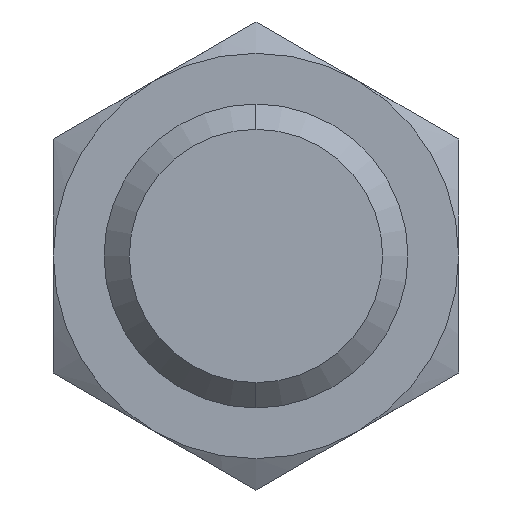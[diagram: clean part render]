
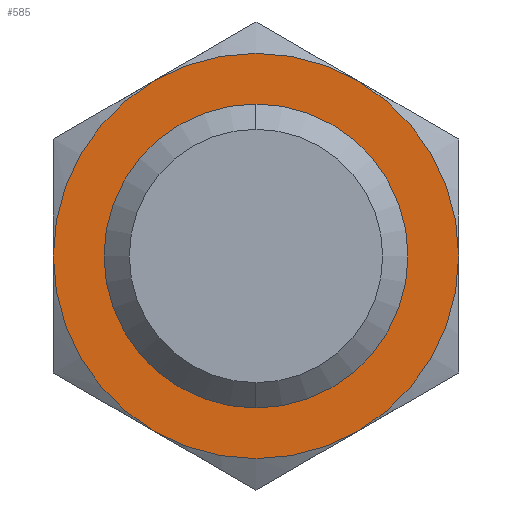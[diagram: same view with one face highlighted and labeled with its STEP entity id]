
A CAD part, front view. The second image highlights one B-rep face of the part: STEP entity #585.
In plain terms, the highlighted planar face has unit normal (0, -1, 0).
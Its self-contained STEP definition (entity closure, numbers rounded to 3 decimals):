
#17 = ORIENTED_EDGE ( 'NONE', *, *, #284, .T. ) ;
#22 = CARTESIAN_POINT ( 'NONE',  ( 0., -7.7, 0. ) ) ;
#121 = EDGE_CURVE ( 'Defeature ausgef�hrt1_12+Defeature ausgef�hrt1_34+Defeature ausgef�hrt1_34+Defeature ausgef�hrt1_34', #1048, #429, #2285, .T. ) ;
#252 = AXIS2_PLACEMENT_3D ( 'NONE', #22, #452, #669 ) ;
#284 = EDGE_CURVE ( 'Defeature ausgef�hrt1_34+Defeature ausgef�hrt1_16+Defeature ausgef�hrt1_17+Defeature ausgef�hrt1_15', #2505, #2139, #1374, .T. ) ;
#296 = FACE_BOUND ( 'NONE', #1573, .T. ) ;
#336 = DIRECTION ( 'NONE',  ( 0., -1., 0. ) ) ;
#344 = VERTEX_POINT ( 'NONE', #1825 ) ;
#429 = VERTEX_POINT ( 'NONE', #1171 ) ;
#452 = DIRECTION ( 'NONE',  ( 0., -1., 0. ) ) ;
#478 = AXIS2_PLACEMENT_3D ( 'NONE', #632, #1231, #1994 ) ;
#490 = CIRCLE ( 'NONE', #1141, 2.5 ) ;
#585 = ADVANCED_FACE ( 'Defeature ausgef�hrt1_34', ( #296, #1166 ), #2094, .F. ) ;
#604 = EDGE_CURVE ( 'Defeature ausgef�hrt1_12+Defeature ausgef�hrt1_34+Defeature ausgef�hrt1_34+Defeature ausgef�hrt1_34', #429, #1048, #490, .T. ) ;
#632 = CARTESIAN_POINT ( 'NONE',  ( 0., -7.7, 0. ) ) ;
#656 = CARTESIAN_POINT ( 'NONE',  ( 0., -7.7, 0. ) ) ;
#669 = DIRECTION ( 'NONE',  ( -1., 0., 0. ) ) ;
#697 = DIRECTION ( 'NONE',  ( 0., 1., 0. ) ) ;
#714 = AXIS2_PLACEMENT_3D ( 'NONE', #656, #2023, #2422 ) ;
#750 = AXIS2_PLACEMENT_3D ( 'NONE', #1129, #336, #1314 ) ;
#805 = CARTESIAN_POINT ( 'NONE',  ( 0., -7.7, 0. ) ) ;
#866 = ORIENTED_EDGE ( 'NONE', *, *, #2358, .T. ) ;
#895 = ORIENTED_EDGE ( 'NONE', *, *, #1746, .T. ) ;
#1007 = CARTESIAN_POINT ( 'NONE',  ( 2., -7.7, -3.464 ) ) ;
#1022 = AXIS2_PLACEMENT_3D ( 'NONE', #1538, #1368, #1740 ) ;
#1048 = VERTEX_POINT ( 'NONE', #2250 ) ;
#1062 = ORIENTED_EDGE ( 'NONE', *, *, #1279, .T. ) ;
#1093 = VERTEX_POINT ( 'NONE', #1853 ) ;
#1103 = CARTESIAN_POINT ( 'NONE',  ( 4., -7.7, -6.928 ) ) ;
#1121 = DIRECTION ( 'NONE',  ( 1., 0., 0. ) ) ;
#1129 = CARTESIAN_POINT ( 'NONE',  ( 0., -7.7, 0. ) ) ;
#1141 = AXIS2_PLACEMENT_3D ( 'NONE', #1950, #2319, #1146 ) ;
#1146 = DIRECTION ( 'NONE',  ( 0., 0., 1. ) ) ;
#1152 = ORIENTED_EDGE ( 'NONE', *, *, #604, .F. ) ;
#1166 = FACE_OUTER_BOUND ( 'NONE', #1272, .T. ) ;
#1171 = CARTESIAN_POINT ( 'NONE',  ( 0., -7.7, 2.5 ) ) ;
#1226 = CARTESIAN_POINT ( 'NONE',  ( -2., -7.7, -3.464 ) ) ;
#1231 = DIRECTION ( 'NONE',  ( 0., -1., 0. ) ) ;
#1265 = DIRECTION ( 'NONE',  ( 0., -1., 0. ) ) ;
#1272 = EDGE_LOOP ( 'NONE', ( #895, #866, #2483, #17, #1062, #1925 ) ) ;
#1279 = EDGE_CURVE ( 'Defeature ausgef�hrt1_34+Defeature ausgef�hrt1_15+Defeature ausgef�hrt1_16+Defeature ausgef�hrt1_20', #2139, #1974, #2452, .T. ) ;
#1314 = DIRECTION ( 'NONE',  ( 0., 0., 1. ) ) ;
#1364 = DIRECTION ( 'NONE',  ( 0., -1., 0. ) ) ;
#1368 = DIRECTION ( 'NONE',  ( 0., -1., 0. ) ) ;
#1374 = CIRCLE ( 'NONE', #714, 4. ) ;
#1379 = CIRCLE ( 'NONE', #252, 4. ) ;
#1476 = DIRECTION ( 'NONE',  ( -1., 0., 0. ) ) ;
#1504 = EDGE_CURVE ( 'Defeature ausgef�hrt1_34+Defeature ausgef�hrt1_17+Defeature ausgef�hrt1_18+Defeature ausgef�hrt1_16', #344, #2505, #2028, .T. ) ;
#1538 = CARTESIAN_POINT ( 'NONE',  ( 0., -7.7, 0. ) ) ;
#1573 = EDGE_LOOP ( 'NONE', ( #1152, #2509 ) ) ;
#1633 = CIRCLE ( 'NONE', #1022, 4. ) ;
#1740 = DIRECTION ( 'NONE',  ( -1., 0., 0. ) ) ;
#1746 = EDGE_CURVE ( 'Defeature ausgef�hrt1_34+Defeature ausgef�hrt1_19+Defeature ausgef�hrt1_20+Defeature ausgef�hrt1_18', #1868, #1093, #1633, .T. ) ;
#1825 = CARTESIAN_POINT ( 'NONE',  ( 2., -7.7, 3.464 ) ) ;
#1853 = CARTESIAN_POINT ( 'NONE',  ( 4., -7.7, 0. ) ) ;
#1863 = AXIS2_PLACEMENT_3D ( 'NONE', #2244, #1265, #1476 ) ;
#1868 = VERTEX_POINT ( 'NONE', #1007 ) ;
#1925 = ORIENTED_EDGE ( 'NONE', *, *, #1927, .T. ) ;
#1927 = EDGE_CURVE ( 'Defeature ausgef�hrt1_34+Defeature ausgef�hrt1_20+Defeature ausgef�hrt1_15+Defeature ausgef�hrt1_19', #1974, #1868, #1379, .T. ) ;
#1950 = CARTESIAN_POINT ( 'NONE',  ( 0., -7.7, 0. ) ) ;
#1974 = VERTEX_POINT ( 'NONE', #1226 ) ;
#1994 = DIRECTION ( 'NONE',  ( -1., 0., 0. ) ) ;
#2023 = DIRECTION ( 'NONE',  ( 0., -1., 0. ) ) ;
#2028 = CIRCLE ( 'NONE', #1863, 4. ) ;
#2049 = CIRCLE ( 'NONE', #478, 4. ) ;
#2094 = PLANE ( 'NONE',  #2420 ) ;
#2139 = VERTEX_POINT ( 'NONE', #2269 ) ;
#2140 = AXIS2_PLACEMENT_3D ( 'NONE', #805, #1364, #2357 ) ;
#2244 = CARTESIAN_POINT ( 'NONE',  ( 0., -7.7, 0. ) ) ;
#2250 = CARTESIAN_POINT ( 'NONE',  ( 0., -7.7, -2.5 ) ) ;
#2269 = CARTESIAN_POINT ( 'NONE',  ( -4., -7.7, 0. ) ) ;
#2285 = CIRCLE ( 'NONE', #750, 2.5 ) ;
#2319 = DIRECTION ( 'NONE',  ( 0., -1., 0. ) ) ;
#2357 = DIRECTION ( 'NONE',  ( -1., 0., 0. ) ) ;
#2358 = EDGE_CURVE ( 'Defeature ausgef�hrt1_34+Defeature ausgef�hrt1_18+Defeature ausgef�hrt1_19+Defeature ausgef�hrt1_17', #1093, #344, #2049, .T. ) ;
#2420 = AXIS2_PLACEMENT_3D ( 'NONE', #1103, #697, #1121 ) ;
#2422 = DIRECTION ( 'NONE',  ( -1., 0., 0. ) ) ;
#2452 = CIRCLE ( 'NONE', #2140, 4. ) ;
#2462 = CARTESIAN_POINT ( 'NONE',  ( -2., -7.7, 3.464 ) ) ;
#2483 = ORIENTED_EDGE ( 'NONE', *, *, #1504, .T. ) ;
#2505 = VERTEX_POINT ( 'NONE', #2462 ) ;
#2509 = ORIENTED_EDGE ( 'NONE', *, *, #121, .F. ) ;
